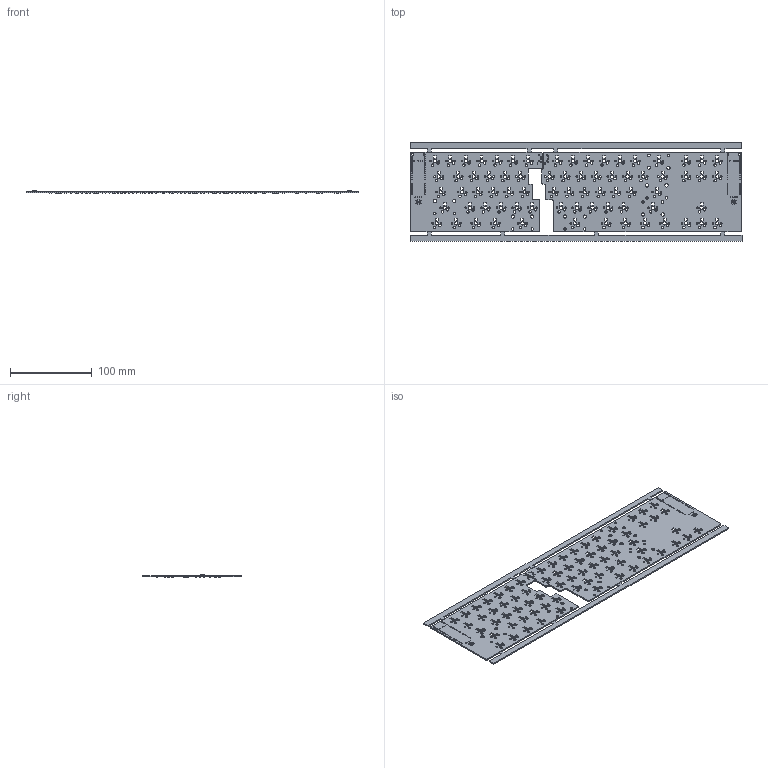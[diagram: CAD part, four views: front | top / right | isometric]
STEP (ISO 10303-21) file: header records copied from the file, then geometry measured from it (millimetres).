
FILE_DESCRIPTION(/* description */ (''),/* implementation_level */ '2;1');
FILE_NAME(/* name */ 'pcbv2.step',/* time_stamp */ '2021-04-17T21:44:16-07:00',/* author */ (''),/* organization */ (''),/* preprocessor_version */ 'ST-DEVELOPER v18.1',/* originating_system */ 'Autodesk Translation Framework v10.6.0.1341',/* authorisation */ '');
FILE_SCHEMA (('AUTOMOTIVE_DESIGN { 1 0 10303 214 3 1 1 }'));
Length unit declared in the file: millimetre
Products named in the file (8): pcb; SW_SPST_TL3342; SOLID (2); R_0805_2012Metric; SOLID; C_0603_1608Metric; SOLID (1); COMPOUND
Assembly tree (114 placements, depth 3):
  pcb
    R_0805_2012Metric  x4
      SOLID
    C_0603_1608Metric  x104
      SOLID (1)
    SW_SPST_TL3342  x2
      SOLID (2)
    COMPOUND
Bounding box: 405.76 x 120.78 x 4.04 mm (x, y, z)
Volume: 65380.8 mm3; surface area: 94723.3 mm2
Topology: 111 solids, 113 shells, 4367 faces, 11683 edges, 7764 vertices
Faces by surface type: plane 2387, cylinder 1962, bspline 16, torus 2
Full cylindrical faces by diameter (mm): 0.3 x66, 0.813 x8, 1 x80, 1.2 x4, 1.9 x146, 2 x2, 2.2 x4, 3 x146, 3.048 x12, 3.988 x12, 4.1 x73
Entity records: 46624 total; most frequent: CARTESIAN_POINT 9457, DIRECTION 7482, ORIENTED_EDGE 7092, EDGE_CURVE 3546, AXIS2_PLACEMENT_3D 2634, EDGE_LOOP 2497, VERTEX_POINT 2353, LINE 2214
